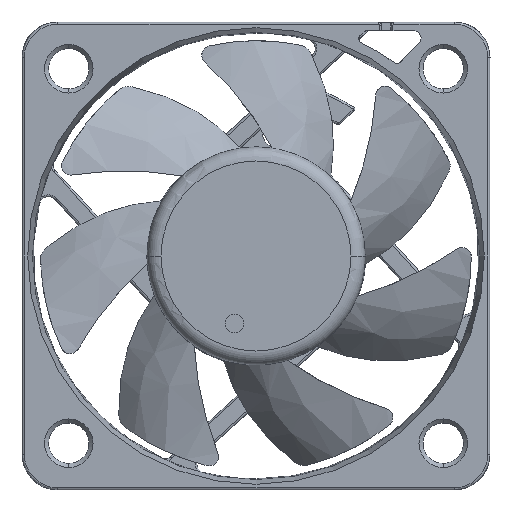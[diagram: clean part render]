
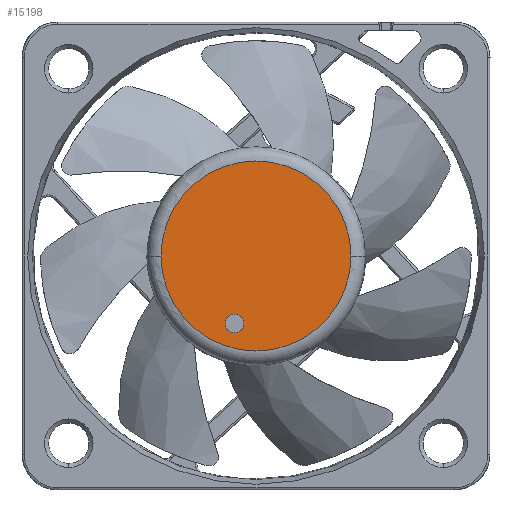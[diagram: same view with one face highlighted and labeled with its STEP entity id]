
A CAD part, front view. The second image highlights one B-rep face of the part: STEP entity #15198.
In plain terms, the highlighted face is planar.
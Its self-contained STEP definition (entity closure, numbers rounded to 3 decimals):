
#11956=CARTESIAN_POINT('',(0.,0.,6.4));
#11957=DIRECTION('',(0.,0.,-1.));
#11958=DIRECTION('',(-1.,0.,0.));
#11959=AXIS2_PLACEMENT_3D('',#11956,#11957,#11958);
#11961=CARTESIAN_POINT('',(0.,0.,6.4));
#11962=DIRECTION('',(0.,0.,-1.));
#11963=DIRECTION('',(1.,0.,0.));
#11964=AXIS2_PLACEMENT_3D('',#11961,#11962,#11963);
#11966=CARTESIAN_POINT('',(-2.3,-7.2,6.4));
#11967=DIRECTION('',(0.,0.,1.));
#11968=DIRECTION('',(-1.,0.,0.));
#11969=AXIS2_PLACEMENT_3D('',#11966,#11967,#11968);
#11971=CARTESIAN_POINT('',(-2.3,-7.2,6.4));
#11972=DIRECTION('',(0.,0.,1.));
#11973=DIRECTION('',(1.,0.,0.));
#11974=AXIS2_PLACEMENT_3D('',#11971,#11972,#11973);
#13571=CARTESIAN_POINT('',(-10.15,0.,6.4));
#13572=VERTEX_POINT('',#13571);
#13573=CARTESIAN_POINT('',(10.15,0.,6.4));
#13574=VERTEX_POINT('',#13573);
#13660=CARTESIAN_POINT('',(-3.3,-7.2,6.4));
#13661=CARTESIAN_POINT('',(-1.3,-7.2,6.4));
#13662=VERTEX_POINT('',#13660);
#13663=VERTEX_POINT('',#13661);
#15183=CARTESIAN_POINT('',(0.,0.,6.4));
#15184=DIRECTION('',(0.,0.,-1.));
#15185=DIRECTION('',(-1.,0.,0.));
#15186=AXIS2_PLACEMENT_3D('',#15183,#15184,#15185);
#15187=PLANE('',#15186);
#15188=ORIENTED_EDGE('',*,*,#15159,.T.);
#15189=ORIENTED_EDGE('',*,*,#13982,.T.);
#15190=EDGE_LOOP('',(#15188,#15189));
#15191=FACE_OUTER_BOUND('',#15190,.F.);
#15193=ORIENTED_EDGE('',*,*,#15192,.T.);
#15195=ORIENTED_EDGE('',*,*,#15194,.T.);
#15196=EDGE_LOOP('',(#15193,#15195));
#15197=FACE_BOUND('',#15196,.F.);
#11960=CIRCLE('',#11959,10.15);
#11965=CIRCLE('',#11964,10.15);
#11970=CIRCLE('',#11969,1.);
#11975=CIRCLE('',#11974,1.);
#13982=EDGE_CURVE('',#13574,#13572,#11965,.T.);
#15159=EDGE_CURVE('',#13572,#13574,#11960,.T.);
#15192=EDGE_CURVE('',#13662,#13663,#11970,.T.);
#15194=EDGE_CURVE('',#13663,#13662,#11975,.T.);
#15198=ADVANCED_FACE('',(#15191,#15197),#15187,.F.);
